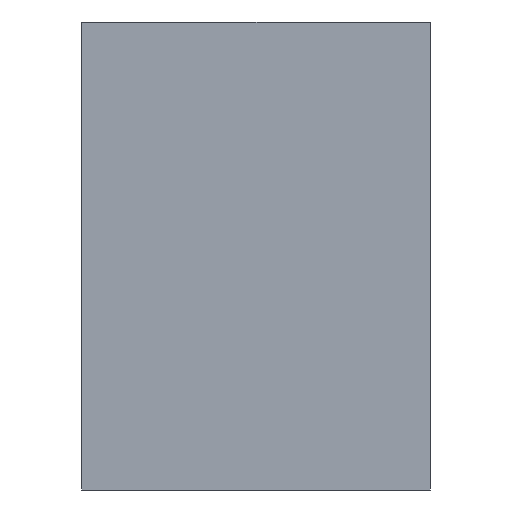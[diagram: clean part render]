
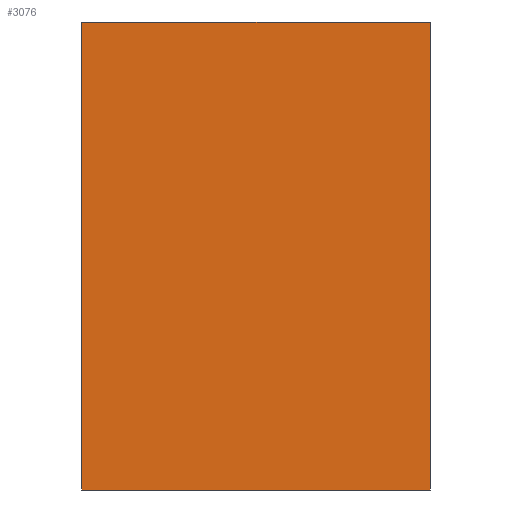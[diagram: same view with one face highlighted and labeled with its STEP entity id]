
A CAD part, front view. The second image highlights one B-rep face of the part: STEP entity #3076.
In plain terms, the highlighted planar face has unit normal (0, -1, 0).
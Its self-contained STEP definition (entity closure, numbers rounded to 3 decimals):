
#78 = CARTESIAN_POINT ( 'NONE',  ( 3044.01, -22., -0.01 ) ) ;
#226 = VECTOR ( 'NONE', #867, 1000. ) ;
#253 = LINE ( 'NONE', #2112, #1532 ) ;
#292 = EDGE_CURVE ( 'NONE', #2215, #2682, #2644, .T. ) ;
#471 = VERTEX_POINT ( 'NONE', #699 ) ;
#489 = VECTOR ( 'NONE', #1195, 1000. ) ;
#525 = DIRECTION ( 'NONE',  ( 0., -1., 0. ) ) ;
#699 = CARTESIAN_POINT ( 'NONE',  ( 3044., -22., 2044. ) ) ;
#809 = PLANE ( 'NONE',  #2664 ) ;
#867 = DIRECTION ( 'NONE',  ( 0., 0., -1. ) ) ;
#884 = DIRECTION ( 'NONE',  ( 0., 0., 1. ) ) ;
#958 = CARTESIAN_POINT ( 'NONE',  ( 2283., -22., 2044. ) ) ;
#974 = LINE ( 'NONE', #2783, #226 ) ;
#1075 = EDGE_CURVE ( 'NONE', #2682, #471, #2600, .T. ) ;
#1195 = DIRECTION ( 'NONE',  ( 1., 0., 0. ) ) ;
#1369 = EDGE_CURVE ( 'NONE', #471, #2520, #974, .T. ) ;
#1373 = ORIENTED_EDGE ( 'NONE', *, *, #2301, .F. ) ;
#1532 = VECTOR ( 'NONE', #2426, 1000. ) ;
#1550 = VECTOR ( 'NONE', #884, 1000. ) ;
#1971 = ORIENTED_EDGE ( 'NONE', *, *, #1075, .F. ) ;
#2112 = CARTESIAN_POINT ( 'NONE',  ( 2283., -22., 0. ) ) ;
#2215 = VERTEX_POINT ( 'NONE', #2348 ) ;
#2224 = DIRECTION ( 'NONE',  ( 0., 0., 1. ) ) ;
#2288 = EDGE_LOOP ( 'NONE', ( #1971, #2879, #1373, #2947 ) ) ;
#2301 = EDGE_CURVE ( 'NONE', #2520, #2215, #253, .T. ) ;
#2329 = CARTESIAN_POINT ( 'NONE',  ( 1522., -22., 1022. ) ) ;
#2348 = CARTESIAN_POINT ( 'NONE',  ( 1522., -22., 0. ) ) ;
#2426 = DIRECTION ( 'NONE',  ( -1., 0., 0. ) ) ;
#2455 = CARTESIAN_POINT ( 'NONE',  ( 3044., -22., 0. ) ) ;
#2520 = VERTEX_POINT ( 'NONE', #2455 ) ;
#2600 = LINE ( 'NONE', #958, #489 ) ;
#2644 = LINE ( 'NONE', #2329, #1550 ) ;
#2663 = FACE_OUTER_BOUND ( 'NONE', #2288, .T. ) ;
#2664 = AXIS2_PLACEMENT_3D ( 'NONE', #78, #525, #2224 ) ;
#2682 = VERTEX_POINT ( 'NONE', #2752 ) ;
#2752 = CARTESIAN_POINT ( 'NONE',  ( 1522., -22., 2044. ) ) ;
#2783 = CARTESIAN_POINT ( 'NONE',  ( 3044., -22., 1022. ) ) ;
#2879 = ORIENTED_EDGE ( 'NONE', *, *, #292, .F. ) ;
#2947 = ORIENTED_EDGE ( 'NONE', *, *, #1369, .F. ) ;
#3076 = ADVANCED_FACE ( 'NONE', ( #2663 ), #809, .T. ) ;
